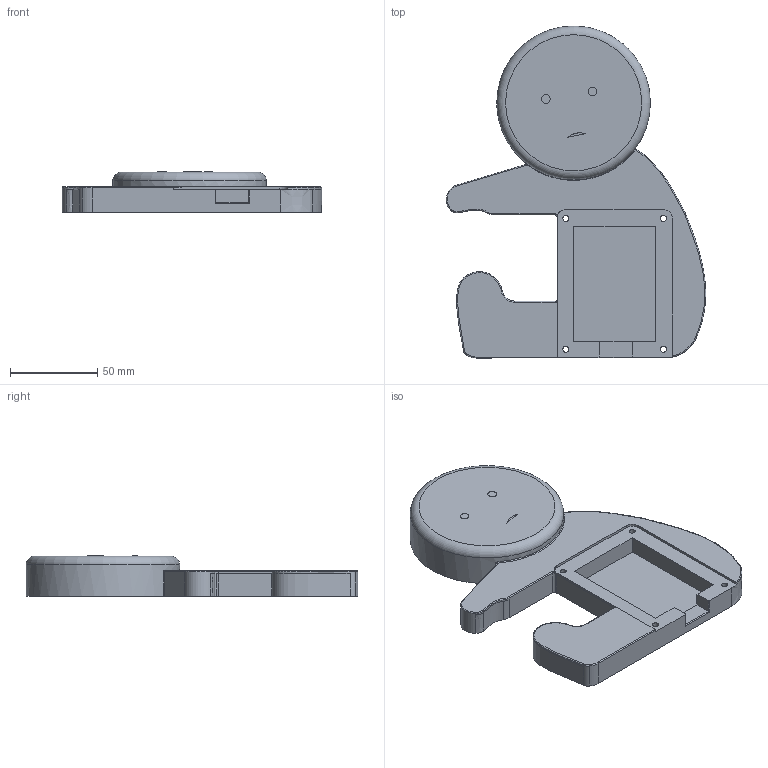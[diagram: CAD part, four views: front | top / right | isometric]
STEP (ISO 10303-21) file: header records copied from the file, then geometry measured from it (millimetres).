
FILE_DESCRIPTION(/* description */ (''),/* implementation_level */ '2;1');
FILE_NAME(/* name */ 'smiski base.step',/* time_stamp */ '2025-12-16T22:52:36+11:00',/* author */ (''),/* organization */ (''),/* preprocessor_version */ 'ST-DEVELOPER v20.1',/* originating_system */ 'Autodesk Translation Framework v14.21.0.0',/* authorisation */ '');
FILE_SCHEMA (('AUTOMOTIVE_DESIGN { 1 0 10303 214 3 1 1 }'));
Length unit declared in the file: millimetre
Products named in the file (2): smiski base; smiski macroboard
Assembly tree (1 placements, depth 2):
  smiski base
    smiski macroboard
Bounding box: 148.81 x 190.38 x 23.2 mm (x, y, z)
Volume: 270849.7 mm3; surface area: 51524.4 mm2
Topology: 1 solids, 1 shells, 587 faces, 1613 edges, 1065 vertices
Faces by surface type: bspline 376, plane 174, cylinder 28, torus 9
Full cylindrical faces by diameter (mm): 3.4 x4, 5 x2, 6 x4, 88.092 x1
Entity records: 23048 total; most frequent: CARTESIAN_POINT 10616, ORIENTED_EDGE 3224, EDGE_CURVE 1612, DIRECTION 1362, VERTEX_POINT 1065, LINE 782, VECTOR 782, B_SPLINE_CURVE_WITH_KNOTS 743
